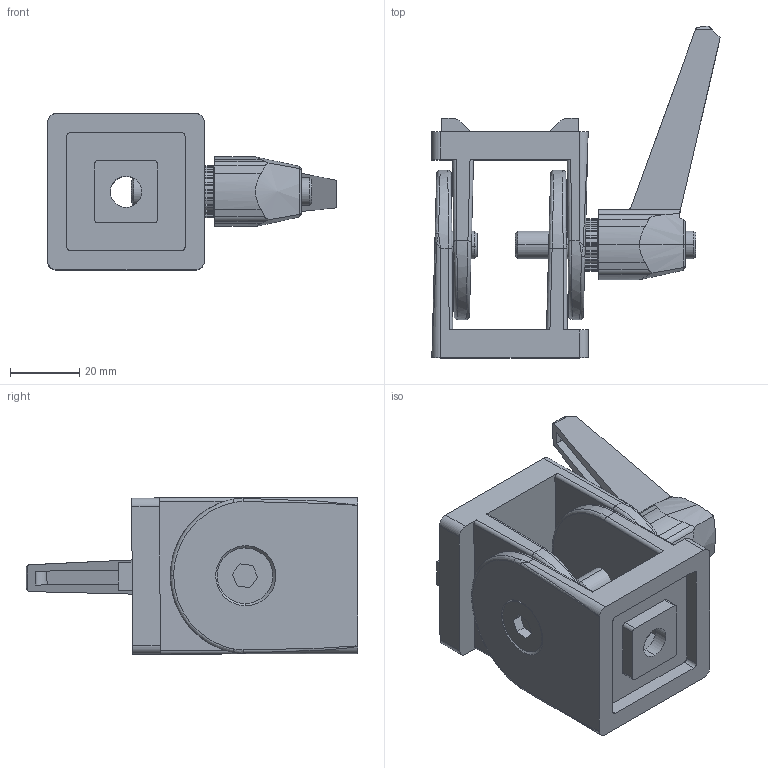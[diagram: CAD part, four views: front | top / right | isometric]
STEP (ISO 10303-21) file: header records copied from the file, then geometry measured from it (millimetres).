
FILE_DESCRIPTION (( 'STEP AP203' ), '1' );
FILE_NAME ('084.311.019.STEP', '2015-05-29T13:12:27', ( '' ), ( '' ), 'SwSTEP 2.0', 'SolidWorks 2012', '' );
FILE_SCHEMA (( 'CONFIG_CONTROL_DESIGN' ));
Length unit declared in the file: millimetre
Products named in the file (5): VITI TSEI UNI 5933_M8x12 UNI 5933; 084.311.010-2; 084.311.015L; 084.311.019; MR.63 p-M8x16
Assembly tree (5 placements, depth 2):
  084.311.019
    084.311.015L  x2
    VITI TSEI UNI 5933_M8x12 UNI 5933
    084.311.010-2
    MR.63 p-M8x16
Bounding box: 83 x 95.53 x 45.16 mm (x, y, z)
Volume: 76580.5 mm3; surface area: 36951.1 mm2
Topology: 5 solids, 5 shells, 381 faces, 1032 edges, 668 vertices
Faces by surface type: plane 167, cylinder 145, cone 41, bspline 28
Entity records: 11084 total; most frequent: CARTESIAN_POINT 2747, ORIENTED_EDGE 1696, DIRECTION 1586, EDGE_CURVE 848, AXIS2_PLACEMENT_3D 558, VERTEX_POINT 556, LINE 470, VECTOR 470
